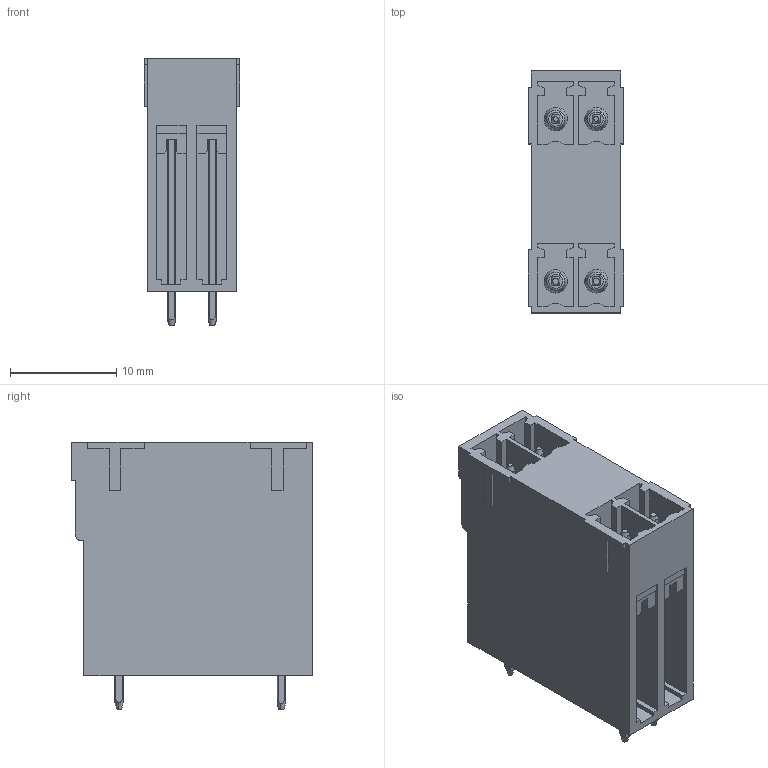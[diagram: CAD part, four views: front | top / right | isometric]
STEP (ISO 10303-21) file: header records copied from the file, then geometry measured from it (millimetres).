
FILE_DESCRIPTION(('CATIA V5 STEP Exchange','CAx-IF Rec.Pracs.--- Model Styling and Organization---1.2---2011-12-15'),'2;1');
FILE_NAME ('D1447171_0_1030950000_1030950000.stp','2018-10-06T04:46:22+00:00',('none'),('Weidmueller'),'CATIA Version 5-6 Release 2014','CATIA V5 STEP AP214','none');
FILE_SCHEMA(('AUTOMOTIVE_DESIGN { 1 0 10303 214 1 1 1 1 }'));
Length unit declared in the file: millimetre
Products named in the file (1): 1030950000
Bounding box: 9.01 x 22.7 x 25.1 mm (x, y, z)
Volume: 3344.4 mm3; surface area: 2913 mm2
Topology: 5 solids, 5 shells, 266 faces, 730 edges, 484 vertices
Faces by surface type: plane 188, cylinder 46, cone 24, torus 8
Entity records: 8467 total; most frequent: CARTESIAN_POINT 2309, ORIENTED_EDGE 1460, DIRECTION 932, EDGE_CURVE 730, VECTOR 542, LINE 542, VERTEX_POINT 484, EDGE_LOOP 288
